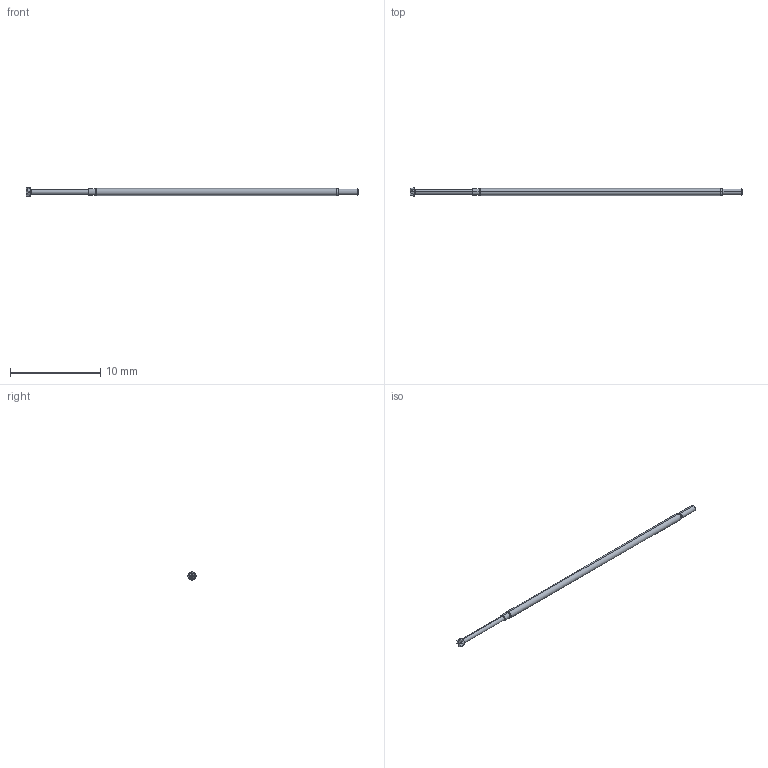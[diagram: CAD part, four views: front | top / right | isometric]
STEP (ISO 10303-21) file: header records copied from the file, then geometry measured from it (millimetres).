
FILE_DESCRIPTION (( 'STEP AP214' ), '1' );
FILE_NAME ('X39-PRP2516_.STEP', '2016-06-09T14:32:49', ( 'spare' ), ( '' ), 'SwSTEP 2.0', 'SolidWorks 2016', '' );
FILE_SCHEMA (( 'AUTOMOTIVE_DESIGN' ));
Length unit declared in the file: inch
Products named in the file (1): X39-PRP2516_
Bounding box: 36.83 x 0.89 x 0.89 mm (x, y, z)
Volume: 15.7 mm3; surface area: 86.2 mm2
Topology: 1 solids, 1 shells, 47 faces, 110 edges, 66 vertices
Faces by surface type: cone 18, cylinder 16, torus 10, plane 3
Entity records: 2027 total; most frequent: CARTESIAN_POINT 314, DIRECTION 234, ORIENTED_EDGE 220, EDGE_CURVE 110, AXIS2_PLACEMENT_3D 106, VERTEX_POINT 66, CIRCLE 58, LENGTH_MEASURE_WITH_UNIT 50
